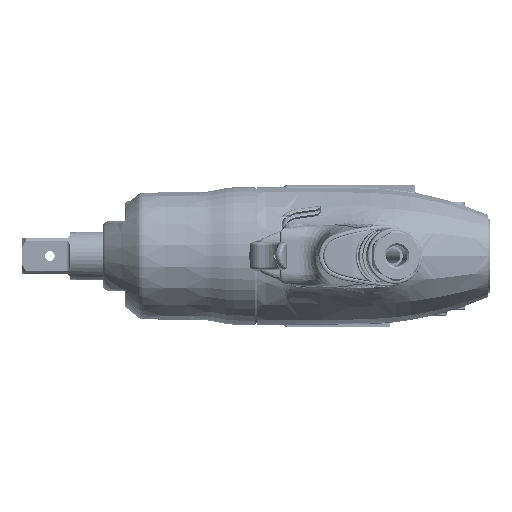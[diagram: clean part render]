
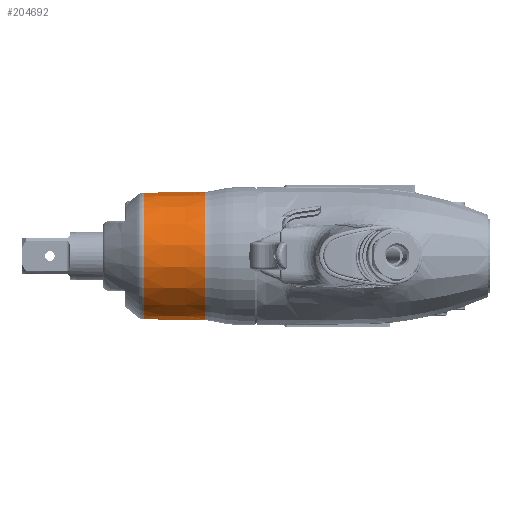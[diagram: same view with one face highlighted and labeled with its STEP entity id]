
A CAD part, front view. The second image highlights one B-rep face of the part: STEP entity #204692.
In plain terms, the highlighted conical face has half-angle 1 degrees and reference radius 33.194 mm.
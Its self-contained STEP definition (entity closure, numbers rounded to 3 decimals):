
#201458=CARTESIAN_POINT('',(0.,27.95,0.));
#201459=DIRECTION('',(0.,1.,0.));
#201460=DIRECTION('',(0.,0.,-1.));
#201461=AXIS2_PLACEMENT_3D('',#201458,#201459,#201460);
#201463=CARTESIAN_POINT('',(0.,27.95,0.));
#201464=DIRECTION('',(0.,1.,0.));
#201465=DIRECTION('',(-0.006,0.,-1.));
#201466=AXIS2_PLACEMENT_3D('',#201463,#201464,#201465);
#201483=DIRECTION('',(0.,-1.,0.017));
#201484=VECTOR('',#201483,31.609);
#201485=CARTESIAN_POINT('',(0.,59.554,
32.918));
#201486=LINE('',#201485,#201484);
#201487=DIRECTION('',(0.,-1.,
-0.017));
#201488=VECTOR('',#201487,31.609);
#201489=CARTESIAN_POINT('',(0.,59.554,
-32.918));
#201490=LINE('',#201489,#201488);
#201801=CARTESIAN_POINT('',(0.,59.554,0.));
#201802=DIRECTION('',(0.,-1.,0.));
#201803=DIRECTION('',(0.,0.,1.));
#201804=AXIS2_PLACEMENT_3D('',#201801,#201802,#201803);
#201806=CARTESIAN_POINT('',(0.,59.554,0.));
#201807=DIRECTION('',(0.,-1.,0.));
#201808=DIRECTION('',(-0.008,0.,1.));
#201809=AXIS2_PLACEMENT_3D('',#201806,#201807,#201808);
#202789=CARTESIAN_POINT('',(-0.194,27.95,
-33.469));
#202790=CARTESIAN_POINT('',(0.,27.95,33.469));
#202791=VERTEX_POINT('',#202789);
#202792=VERTEX_POINT('',#202790);
#202793=CARTESIAN_POINT('',(0.,27.95,
-33.469));
#202794=VERTEX_POINT('',#202793);
#202795=CARTESIAN_POINT('',(0.,59.554,
-32.918));
#202796=VERTEX_POINT('',#202795);
#202797=CARTESIAN_POINT('',(-0.256,59.554,
32.917));
#202798=VERTEX_POINT('',#202797);
#202799=CARTESIAN_POINT('',(0.,59.554,32.918));
#202800=VERTEX_POINT('',#202799);
#204675=CARTESIAN_POINT('',(0.,43.752,0.));
#204676=DIRECTION('',(0.,-1.,0.));
#204677=DIRECTION('',(0.,0.,1.));
#204678=AXIS2_PLACEMENT_3D('',#204675,#204676,#204677);
#204679=CONICAL_SURFACE('',#204678,33.194,1.);
#204680=ORIENTED_EDGE('',*,*,#204664,.F.);
#204681=ORIENTED_EDGE('',*,*,#204662,.F.);
#204683=ORIENTED_EDGE('',*,*,#204682,.F.);
#204685=ORIENTED_EDGE('',*,*,#204684,.F.);
#204687=ORIENTED_EDGE('',*,*,#204686,.F.);
#204689=ORIENTED_EDGE('',*,*,#204688,.T.);
#204690=EDGE_LOOP('',(#204680,#204681,#204683,#204685,#204687,#204689));
#204691=FACE_OUTER_BOUND('',#204690,.F.);
#204692=ADVANCED_FACE('',(#204691),#204679,.T.);
#201462=CIRCLE('',#201461,33.469);
#201467=CIRCLE('',#201466,33.469);
#201805=CIRCLE('',#201804,32.918);
#201810=CIRCLE('',#201809,32.918);
#204662=EDGE_CURVE('',#202794,#202791,#201462,.T.);
#204664=EDGE_CURVE('',#202791,#202792,#201467,.T.);
#204682=EDGE_CURVE('',#202796,#202794,#201490,.T.);
#204684=EDGE_CURVE('',#202798,#202796,#201810,.T.);
#204686=EDGE_CURVE('',#202800,#202798,#201805,.T.);
#204688=EDGE_CURVE('',#202800,#202792,#201486,.T.);
